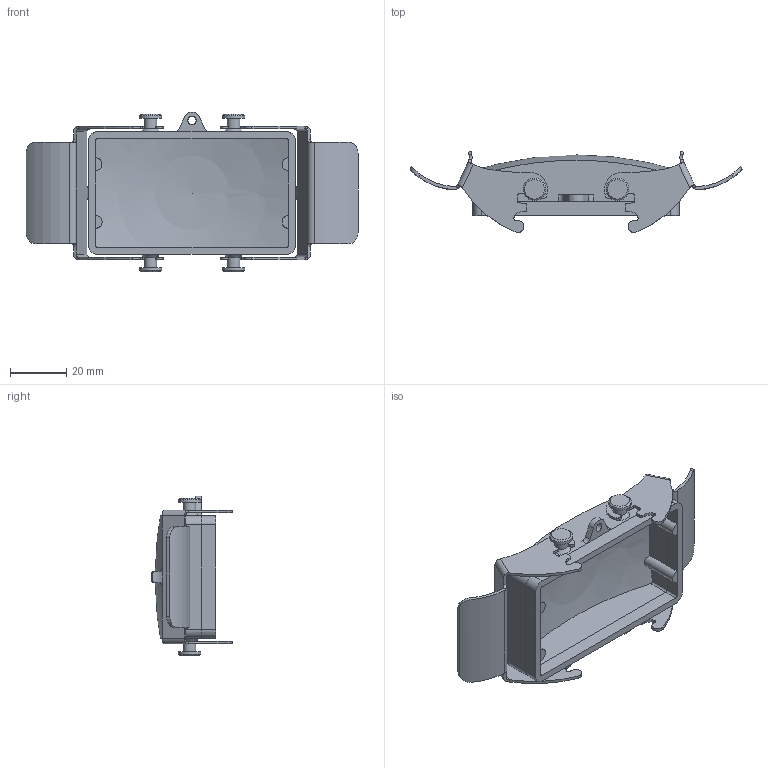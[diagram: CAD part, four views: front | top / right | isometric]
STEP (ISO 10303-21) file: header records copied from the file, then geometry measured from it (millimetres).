
FILE_DESCRIPTION (( 'STEP AP214' ), '1' );
FILE_NAME ('ZP-MC10B-2-DCVLM.STEP', '2012-05-22T17:58:01', ( '.adc' ), ( '' ), 'SwSTEP 2.0', 'SolidWorks 2011', '' );
FILE_SCHEMA (( 'AUTOMOTIVE_DESIGN' ));
Length unit declared in the file: millimetre
Products named in the file (1): ZP-MC10B-2-DCVLM
Bounding box: 117.93 x 28.82 x 56.74 mm (x, y, z)
Volume: 21353.7 mm3; surface area: 24011.1 mm2
Topology: 4 solids, 4 shells, 240 faces, 640 edges, 415 vertices
Faces by surface type: cylinder 128, plane 102, cone 8, sphere 2
Full cylindrical faces by diameter (mm): 3 x1, 4.519 x4, 8 x4
Entity records: 8463 total; most frequent: CARTESIAN_POINT 1903, DIRECTION 1258, ORIENTED_EDGE 1232, EDGE_CURVE 616, AXIS2_PLACEMENT_3D 465, VERTEX_POINT 410, VECTOR 328, LINE 328
